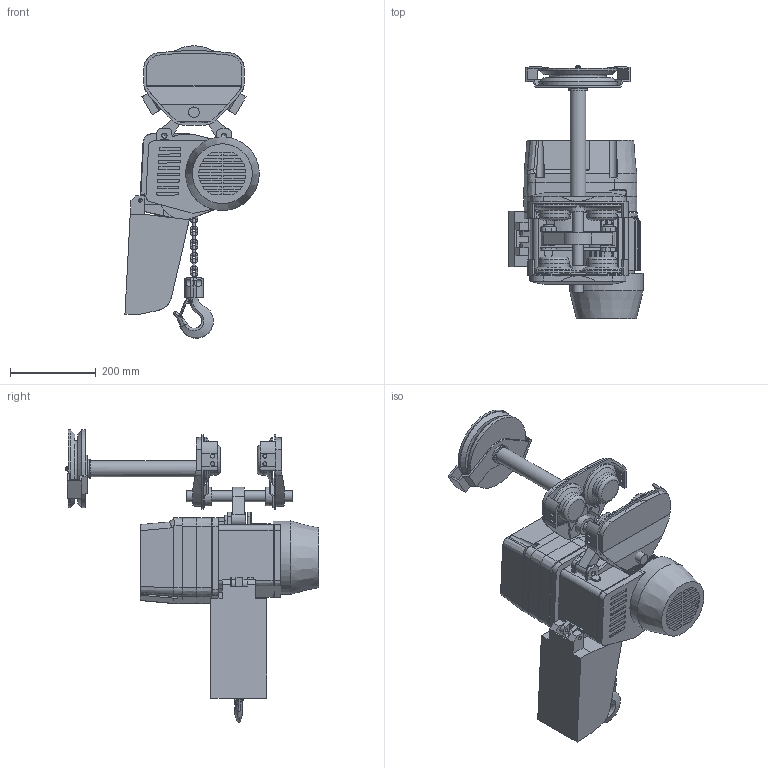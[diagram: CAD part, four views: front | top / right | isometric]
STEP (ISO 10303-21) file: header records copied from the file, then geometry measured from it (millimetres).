
FILE_DESCRIPTION(('STEP AP214'),'1');
FILE_NAME('KITO EQ Kättingtelfer 125-1 med haspeldriven blockvagn.stp','2013-10-03T09:51:35',(' '),(' '),'Spatial InterOp 3D',' ',' ');
FILE_SCHEMA(('automotive_design'));
Length unit declared in the file: millimetre
Products named in the file (26): Assembly2; Part3; Part2; Assembly1; Part4; Part1; KITO EQ Kattingtelfer 125-1 med haspeldriven blockvagn; Part6; Part5
Assembly tree (35 placements, depth 6):
  KITO EQ Kattingtelfer 125-1 med haspeldriven blockvagn
    Assembly2
      Part3
      Part2  x2
      Assembly1
        Part4
        Part3
        Part2
        Part1
    Assembly1
      Part6
      Part5
      Part4
      Part3
      Part2
      Part1
      Assembly1
        Part2  x2
        Assembly2
          Part1  x8
        Assembly1
          Assembly2
            Part2
            Part1
          Assembly1
            Part2  x2
Bounding box: 313.67 x 592.5 x 684.21 mm (x, y, z)
Volume: 21434951.8 mm3; surface area: 1482255.5 mm2
Topology: 27 solids, 29 shells, 1178 faces, 3192 edges, 2108 vertices
Faces by surface type: plane 658, cylinder 239, bspline 200, cone 51, torus 27, sphere 3
Full cylindrical faces by diameter (mm): 4 x3, 5.4 x20, 6 x3, 6.2 x4, 8 x1, 8.4 x2, 9 x10, 11 x1, 12 x1, 12.2 x6, 17 x2, 25 x1, 26 x4, 26.984 x2, 32 x2, 34 x1, 37 x1, 40 x2, 44 x2, 71 x4, 106 x4, 123 x1, 137 x1, 172 x1, 183 x2
Entity records: 51444 total; most frequent: CARTESIAN_POINT 16082, ORIENTED_EDGE 5580, DIRECTION 5085, EDGE_CURVE 2790, VERTEX_POINT 1906, AXIS2_PLACEMENT_3D 1708, LINE 1669, VECTOR 1669
